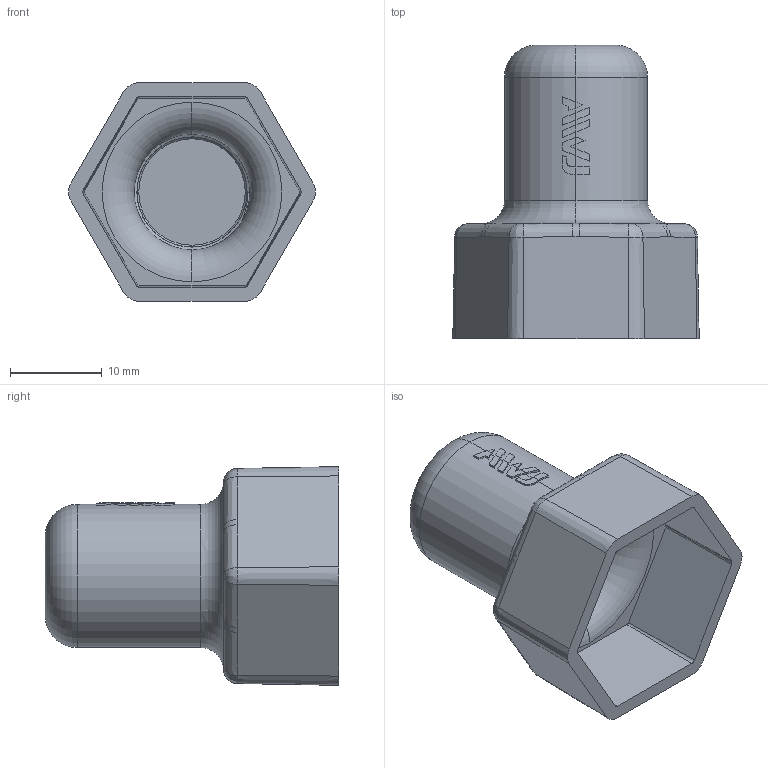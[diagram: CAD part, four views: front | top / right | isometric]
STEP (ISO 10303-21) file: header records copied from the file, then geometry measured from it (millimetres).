
FILE_DESCRIPTION(('STEP AP203'),'1');
FILE_NAME('.step','2024-11-29T09:36:44',(' '),(' '),'Spatial InterOp 3D',' ',' ');
FILE_SCHEMA(('CONFIG_CONTROL_DESIGN'));
Length unit declared in the file: millimetre
Products named in the file (1): 1
Bounding box: 26.9 x 32 x 23.84 mm (x, y, z)
Volume: 3429.9 mm3; surface area: 4278.9 mm2
Topology: 1 solids, 1 shells, 162 faces, 439 edges, 281 vertices
Faces by surface type: plane 77, cylinder 32, bspline 26, cone 20, torus 6, extrusion 1
Entity records: 26001 total; most frequent: CARTESIAN_POINT 21990, ORIENTED_EDGE 878, DIRECTION 812, EDGE_CURVE 439, AXIS2_PLACEMENT_3D 327, VERTEX_POINT 281, EDGE_LOOP 164, ADVANCED_FACE 162
